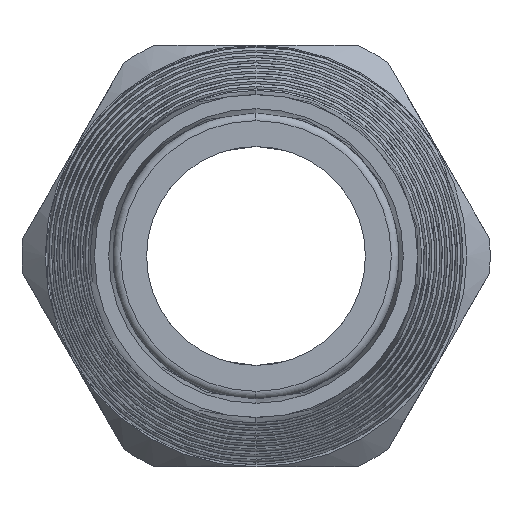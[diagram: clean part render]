
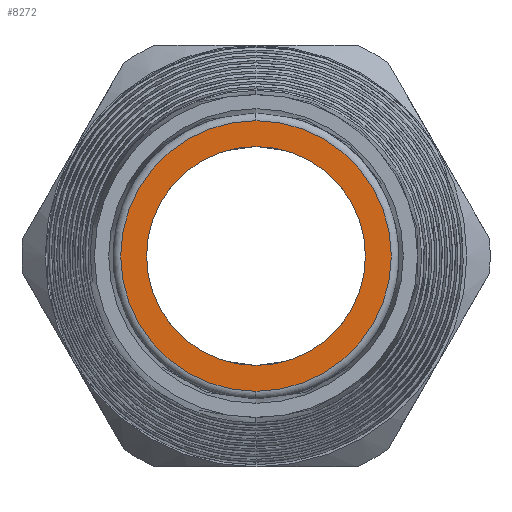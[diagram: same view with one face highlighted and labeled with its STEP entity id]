
A CAD part, left-side view. The second image highlights one B-rep face of the part: STEP entity #8272.
In plain terms, the highlighted planar face has unit normal (-1, 0, 0).
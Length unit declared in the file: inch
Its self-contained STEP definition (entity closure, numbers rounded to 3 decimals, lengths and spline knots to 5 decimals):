
#8121 = EDGE_CURVE ( 'NONE', #9564, #9562, #11635, .T. ) ;
#8183 = ORIENTED_EDGE ( 'NONE', *, *, #9579, .F. ) ;
#8186 = ORIENTED_EDGE ( 'NONE', *, *, #8121, .F. ) ;
#8245 = ORIENTED_EDGE ( 'NONE', *, *, #9705, .T. ) ;
#8271 = ORIENTED_EDGE ( 'NONE', *, *, #9539, .T. ) ;
#8272 = ADVANCED_FACE ( 'NONE', ( #11947, #11946 ), #11945, .T. ) ;
#8278 = EDGE_LOOP ( 'NONE', ( #8271, #8245 ) ) ;
#8292 = EDGE_LOOP ( 'NONE', ( #8183, #8186 ) ) ;
#9358 = VERTEX_POINT ( 'NONE', #12015 ) ;
#9378 = VERTEX_POINT ( 'NONE', #12013 ) ;
#9539 = EDGE_CURVE ( 'NONE', #9378, #9358, #12045, .T. ) ;
#9562 = VERTEX_POINT ( 'NONE', #12083 ) ;
#9564 = VERTEX_POINT ( 'NONE', #12077 ) ;
#9579 = EDGE_CURVE ( 'NONE', #9562, #9564, #12129, .T. ) ;
#9705 = EDGE_CURVE ( 'NONE', #9358, #9378, #12124, .T. ) ;
#11631 = DIRECTION ( 'NONE',  ( 0., 0., -1. ) ) ;
#11632 = DIRECTION ( 'NONE',  ( 1., 0., 0. ) ) ;
#11633 = CARTESIAN_POINT ( 'NONE',  ( -1.38, 0., 0. ) ) ;
#11634 = AXIS2_PLACEMENT_3D ( 'NONE', #11633, #11632, #11631 ) ;
#11635 = CIRCLE ( 'NONE', #11634, 0.34 ) ;
#11941 = DIRECTION ( 'NONE',  ( 0., 0., 1. ) ) ;
#11942 = DIRECTION ( 'NONE',  ( -1., 0., 0. ) ) ;
#11943 = CARTESIAN_POINT ( 'NONE',  ( -1.38, 0.34, 0. ) ) ;
#11944 = AXIS2_PLACEMENT_3D ( 'NONE', #11943, #11942, #11941 ) ;
#11945 = PLANE ( 'NONE',  #11944 ) ;
#11946 = FACE_OUTER_BOUND ( 'NONE', #8292, .T. ) ;
#11947 = FACE_BOUND ( 'NONE', #8278, .T. ) ;
#12013 = CARTESIAN_POINT ( 'NONE',  ( -1.38, 0., -0.275 ) ) ;
#12015 = CARTESIAN_POINT ( 'NONE',  ( -1.38, 0., 0.275 ) ) ;
#12041 = DIRECTION ( 'NONE',  ( 0., 0., -1. ) ) ;
#12042 = DIRECTION ( 'NONE',  ( 1., 0., 0. ) ) ;
#12043 = CARTESIAN_POINT ( 'NONE',  ( -1.38, 0., 0. ) ) ;
#12044 = AXIS2_PLACEMENT_3D ( 'NONE', #12043, #12042, #12041 ) ;
#12045 = CIRCLE ( 'NONE', #12044, 0.275 ) ;
#12077 = CARTESIAN_POINT ( 'NONE',  ( -1.38, 0., 0.34 ) ) ;
#12083 = CARTESIAN_POINT ( 'NONE',  ( -1.38, 0., -0.34 ) ) ;
#12120 = DIRECTION ( 'NONE',  ( 0., 0., -1. ) ) ;
#12121 = DIRECTION ( 'NONE',  ( 1., 0., 0. ) ) ;
#12122 = CARTESIAN_POINT ( 'NONE',  ( -1.38, 0., 0. ) ) ;
#12123 = AXIS2_PLACEMENT_3D ( 'NONE', #12122, #12121, #12120 ) ;
#12124 = CIRCLE ( 'NONE', #12123, 0.275 ) ;
#12125 = DIRECTION ( 'NONE',  ( 0., 0., -1. ) ) ;
#12126 = DIRECTION ( 'NONE',  ( 1., 0., 0. ) ) ;
#12127 = CARTESIAN_POINT ( 'NONE',  ( -1.38, 0., 0. ) ) ;
#12128 = AXIS2_PLACEMENT_3D ( 'NONE', #12127, #12126, #12125 ) ;
#12129 = CIRCLE ( 'NONE', #12128, 0.34 ) ;
